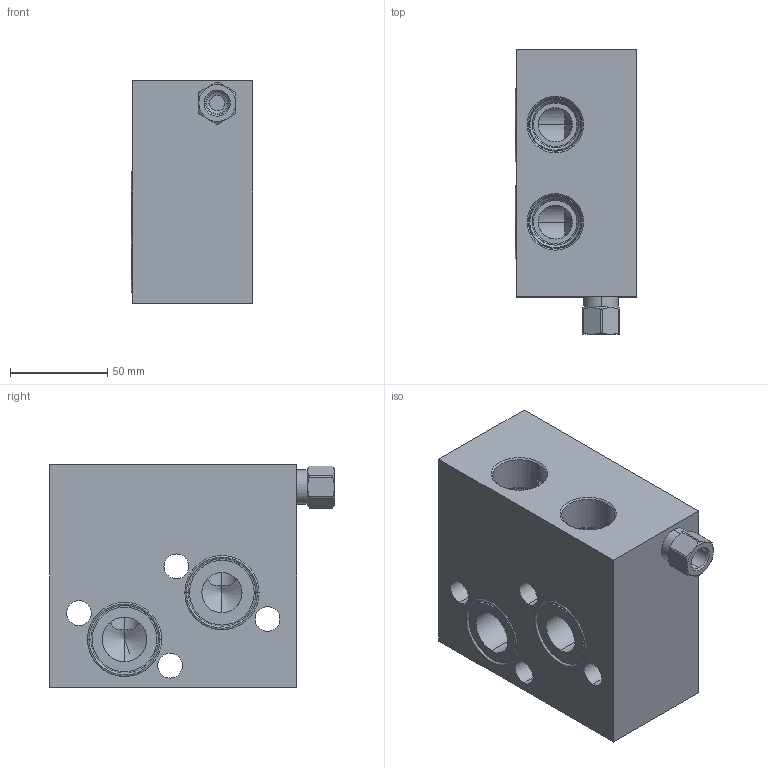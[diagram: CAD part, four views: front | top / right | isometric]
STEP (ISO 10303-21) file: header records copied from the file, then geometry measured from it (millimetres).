
FILE_DESCRIPTION((''),'2;1');
FILE_NAME('U9G_ASM','2019-10-10T',('ProEService'),(''),'PRO/ENGINEER BY PARAMETRIC TECHNOLOGY CORPORATION, 2014200','PRO/ENGINEER BY PARAMETRIC TECHNOLOGY CORPORATION, 2014200','');
FILE_SCHEMA(('CONFIG_CONTROL_DESIGN'));
Length unit declared in the file: inch
Products named in the file (4): 158-590-003; CSAWBXN; 500-001-028; U9G_ASM
Assembly tree (4 placements, depth 2):
  U9G_ASM
    158-590-003
    CSAWBXN
    500-001-028  x2
Bounding box: 62.46 x 146.2 x 114.3 mm (x, y, z)
Volume: 748618.9 mm3; surface area: 96235.8 mm2
Topology: 5 solids, 6 shells, 346 faces, 1133 edges, 962 vertices
Faces by surface type: cylinder 163, cone 76, plane 55, torus 38, revolution 14
Entity records: 14170 total; most frequent: CARTESIAN_POINT 4386, DIRECTION 2129, ORIENTED_EDGE 1602, EDGE_CURVE 801, AXIS2_PLACEMENT_3D 774, VECTOR 571, LINE 571, VERTEX_POINT 496
